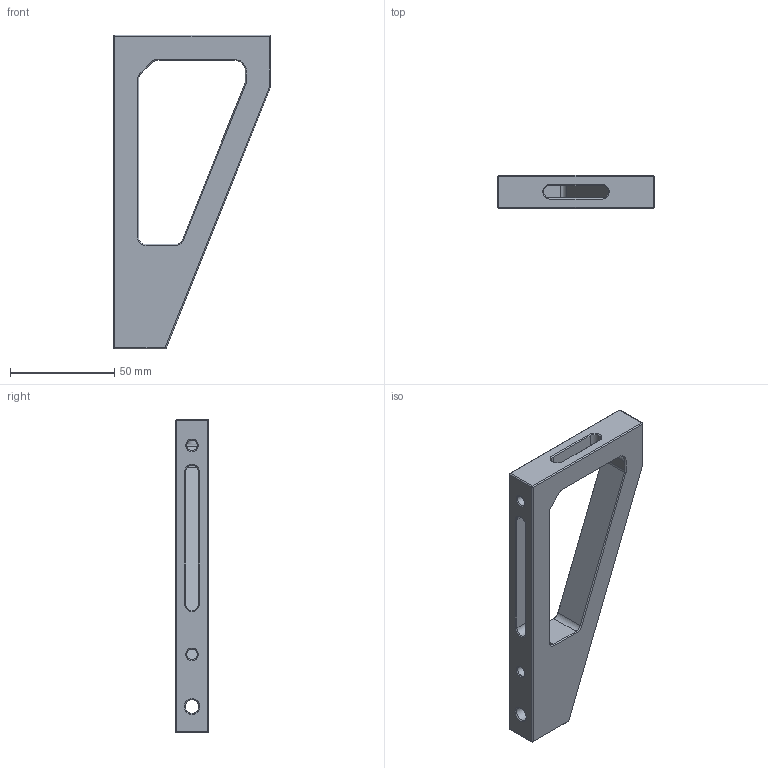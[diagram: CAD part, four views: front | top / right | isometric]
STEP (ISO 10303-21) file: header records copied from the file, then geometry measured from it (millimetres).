
FILE_DESCRIPTION (( 'STEP AP203' ), '1' );
FILE_NAME ('527800.STEP', '2025-08-27T09:29:03', ( 'Windows User' ), ( 'P R C' ), 'SwSTEP 2.0', 'SolidWorks 2020', '' );
FILE_SCHEMA (( 'CONFIG_CONTROL_DESIGN' ));
Length unit declared in the file: millimetre
Products named in the file (1): 527800
Bounding box: 75 x 16 x 150 mm (x, y, z)
Surface area: 22314.8 mm2 (no closed solid volume)
Topology: 0 solids, 1 shells, 95 faces, 228 edges, 126 vertices
Faces by surface type: plane 43, cone 30, cylinder 21, bspline 1
Full cylindrical faces by diameter (mm): 5 x3, 5.6 x1, 6.6 x1, 11 x1
Entity records: 3253 total; most frequent: CARTESIAN_POINT 1069, DIRECTION 452, ORIENTED_EDGE 401, EDGE_CURVE 203, AXIS2_PLACEMENT_3D 157, LINE 138, VECTOR 138, VERTEX_POINT 121
